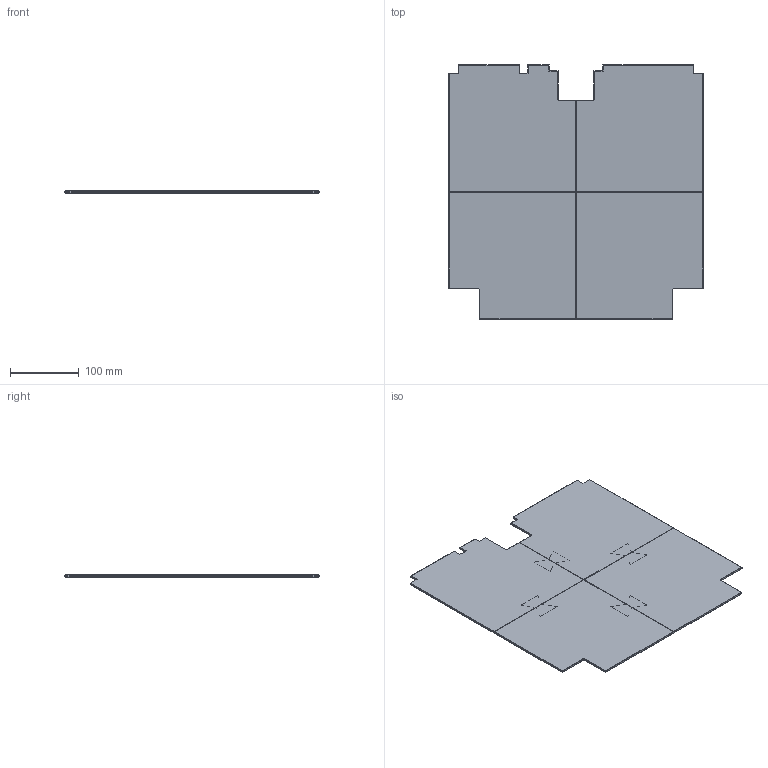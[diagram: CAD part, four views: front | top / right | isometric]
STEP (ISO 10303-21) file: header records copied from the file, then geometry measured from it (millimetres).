
FILE_DESCRIPTION(/* description */ (''),/* implementation_level */ '2;1');
FILE_NAME(/* name */ 'VT_printable_deck_panel_250mm.step',/* time_stamp */ '2025-06-30T14:26:53-05:00',/* author */ (''),/* organization */ (''),/* preprocessor_version */ 'ST-DEVELOPER v20.1',/* originating_system */ 'Autodesk Translation Framework v14.10.0.0',/* authorisation */ '');
FILE_SCHEMA (('AUTOMOTIVE_DESIGN { 1 0 10303 214 3 1 1 }'));
Length unit declared in the file: millimetre
Products named in the file (3): VT_dolores_Deck_Panel; panels; bowties
Assembly tree (2 placements, depth 2):
  VT_dolores_Deck_Panel
    panels
    bowties
Bounding box: 369 x 369 x 3 mm (x, y, z)
Volume: 384857.5 mm3; surface area: 274293.5 mm2
Topology: 8 solids, 8 shells, 320 faces, 720 edges, 416 vertices
Faces by surface type: plane 260, cone 40, cylinder 20
Entity records: 8634 total; most frequent: CARTESIAN_POINT 1461, DIRECTION 1450, ORIENTED_EDGE 1440, EDGE_CURVE 720, LINE 640, VECTOR 640, VERTEX_POINT 416, AXIS2_PLACEMENT_3D 405
